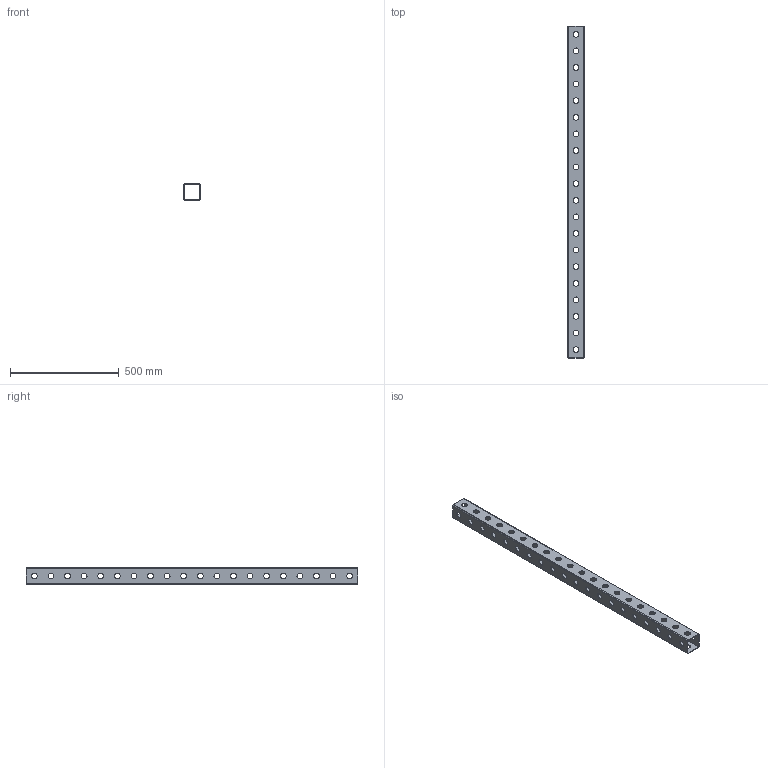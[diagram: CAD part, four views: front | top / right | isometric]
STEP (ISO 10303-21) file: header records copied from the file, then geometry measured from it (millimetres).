
FILE_DESCRIPTION(/* description */ (''),/* implementation_level */ '2;1');
FILE_NAME(/* name */ '20holeX3inch.step',/* time_stamp */ '2022-11-08T22:30:17-05:00',/* author */ (''),/* organization */ (''),/* preprocessor_version */ 'ST-DEVELOPER v19',/* originating_system */ 'Autodesk Translation Framework v11.7.0.108',/* authorisation */ '');
FILE_SCHEMA (('AUTOMOTIVE_DESIGN { 1 0 10303 214 3 1 1 }'));
Length unit declared in the file: inch
Products named in the file (1): tim tube frame v3
Bounding box: 76.2 x 1524 x 76.2 mm (x, y, z)
Volume: 1237728.2 mm3; surface area: 810738.4 mm2
Topology: 1 solids, 1 shells, 94 faces, 276 edges, 184 vertices
Faces by surface type: cylinder 84, plane 10
Full cylindrical faces by diameter (mm): 26.67 x80
Entity records: 3587 total; most frequent: DIRECTION 634, CARTESIAN_POINT 555, ORIENTED_EDGE 552, EDGE_CURVE 276, AXIS2_PLACEMENT_3D 263, EDGE_LOOP 256, VERTEX_POINT 184, CIRCLE 168
